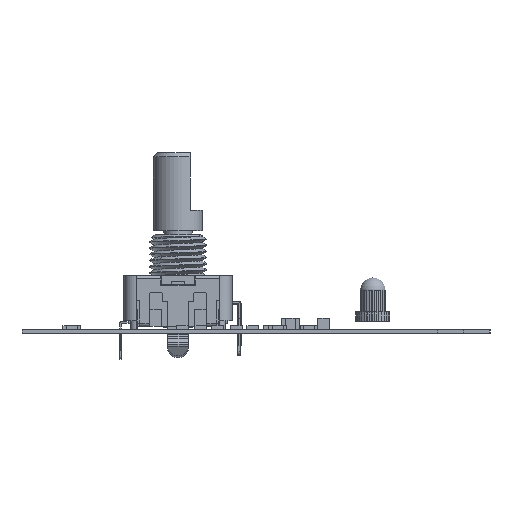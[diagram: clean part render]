
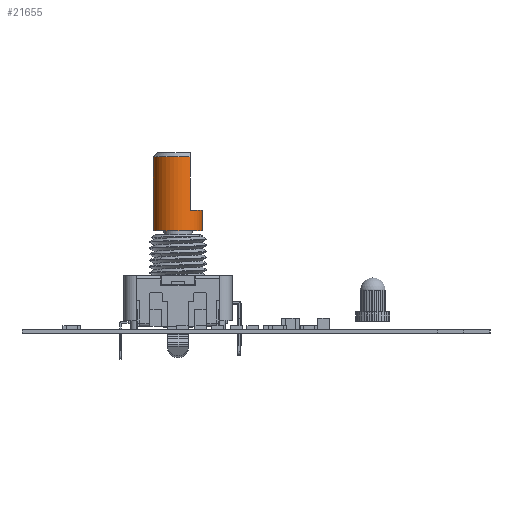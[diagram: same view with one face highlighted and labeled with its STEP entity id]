
A CAD part, left-side view. The second image highlights one B-rep face of the part: STEP entity #21655.
In plain terms, the highlighted cylindrical face has radius 3 mm (diameter 6 mm), a partial arc.
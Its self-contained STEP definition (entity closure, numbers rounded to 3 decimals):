
#21461 = VERTEX_POINT('',#21462);
#21462 = CARTESIAN_POINT('',(0.,6.6,3.));
#21463 = VERTEX_POINT('',#21464);
#21464 = CARTESIAN_POINT('',(0.,6.6,-3.));
#21471 = EDGE_CURVE('',#21463,#21461,#21472,.T.);
#21472 = CIRCLE('',#21473,3.);
#21473 = AXIS2_PLACEMENT_3D('',#21474,#21475,#21476);
#21474 = CARTESIAN_POINT('',(0.,6.6,0.));
#21475 = DIRECTION('',(0.,-1.,0.));
#21476 = DIRECTION('',(0.,0.,-1.));
#21501 = VERTEX_POINT('',#21502);
#21502 = CARTESIAN_POINT('',(0.,9.1,-3.));
#21509 = EDGE_CURVE('',#21463,#21501,#21510,.T.);
#21510 = LINE('',#21511,#21512);
#21511 = CARTESIAN_POINT('',(0.,6.6,-3.));
#21512 = VECTOR('',#21513,1.);
#21513 = DIRECTION('',(0.,1.,0.));
#21516 = EDGE_CURVE('',#21517,#21461,#21519,.T.);
#21517 = VERTEX_POINT('',#21518);
#21518 = CARTESIAN_POINT('',(0.,9.1,3.));
#21519 = LINE('',#21520,#21521);
#21520 = CARTESIAN_POINT('',(0.,9.1,3.));
#21521 = VECTOR('',#21522,1.);
#21522 = DIRECTION('',(0.,-1.,0.));
#21524 = EDGE_CURVE('',#21525,#21517,#21527,.T.);
#21525 = VERTEX_POINT('',#21526);
#21526 = CARTESIAN_POINT('',(-2.598,9.1,1.5));
#21527 = CIRCLE('',#21528,3.);
#21528 = AXIS2_PLACEMENT_3D('',#21529,#21530,#21531);
#21529 = CARTESIAN_POINT('',(0.,9.1,0.));
#21530 = DIRECTION('',(0.,1.,0.));
#21531 = DIRECTION('',(-0.866,0.,0.5));
#21533 = EDGE_CURVE('',#21525,#21534,#21536,.T.);
#21534 = VERTEX_POINT('',#21535);
#21535 = CARTESIAN_POINT('',(-2.598,15.6,1.5));
#21536 = LINE('',#21537,#21538);
#21537 = CARTESIAN_POINT('',(-2.598,9.1,1.5));
#21538 = VECTOR('',#21539,1.);
#21539 = DIRECTION('',(0.,1.,
    0.));
#21567 = EDGE_CURVE('',#21534,#21568,#21570,.T.);
#21568 = VERTEX_POINT('',#21569);
#21569 = CARTESIAN_POINT('',(2.598,15.6,
    -1.5));
#21570 = CIRCLE('',#21571,3.);
#21571 = AXIS2_PLACEMENT_3D('',#21572,#21573,#21574);
#21572 = CARTESIAN_POINT('',(0.,15.6,0.));
#21573 = DIRECTION('',(0.,1.,0.));
#21574 = DIRECTION('',(-0.866,0.,0.5));
#21621 = VERTEX_POINT('',#21622);
#21622 = CARTESIAN_POINT('',(2.598,9.1,-1.5));
#21628 = EDGE_CURVE('',#21568,#21621,#21629,.T.);
#21629 = LINE('',#21630,#21631);
#21630 = CARTESIAN_POINT('',(2.598,15.6,
    -1.5));
#21631 = VECTOR('',#21632,1.);
#21632 = DIRECTION('',(0.,-1.,0.));
#21642 = EDGE_CURVE('',#21621,#21501,#21643,.T.);
#21643 = CIRCLE('',#21644,3.);
#21644 = AXIS2_PLACEMENT_3D('',#21645,#21646,#21647);
#21645 = CARTESIAN_POINT('',(0.,9.1,0.));
#21646 = DIRECTION('',(0.,1.,0.));
#21647 = DIRECTION('',(0.866,0.,-0.5));
#21655 = ADVANCED_FACE('',(#21656),#21666,.T.);
#21656 = FACE_BOUND('',#21657,.T.);
#21657 = EDGE_LOOP('',(#21658,#21659,#21660,#21661,#21662,#21663,#21664,
    #21665));
#21658 = ORIENTED_EDGE('',*,*,#21533,.F.);
#21659 = ORIENTED_EDGE('',*,*,#21524,.T.);
#21660 = ORIENTED_EDGE('',*,*,#21516,.T.);
#21661 = ORIENTED_EDGE('',*,*,#21471,.F.);
#21662 = ORIENTED_EDGE('',*,*,#21509,.T.);
#21663 = ORIENTED_EDGE('',*,*,#21642,.F.);
#21664 = ORIENTED_EDGE('',*,*,#21628,.F.);
#21665 = ORIENTED_EDGE('',*,*,#21567,.F.);
#21666 = CYLINDRICAL_SURFACE('',#21667,3.);
#21667 = AXIS2_PLACEMENT_3D('',#21668,#21669,#21670);
#21668 = CARTESIAN_POINT('',(0.,6.6,0.));
#21669 = DIRECTION('',(0.,1.,0.));
#21670 = DIRECTION('',(0.,0.,1.));
